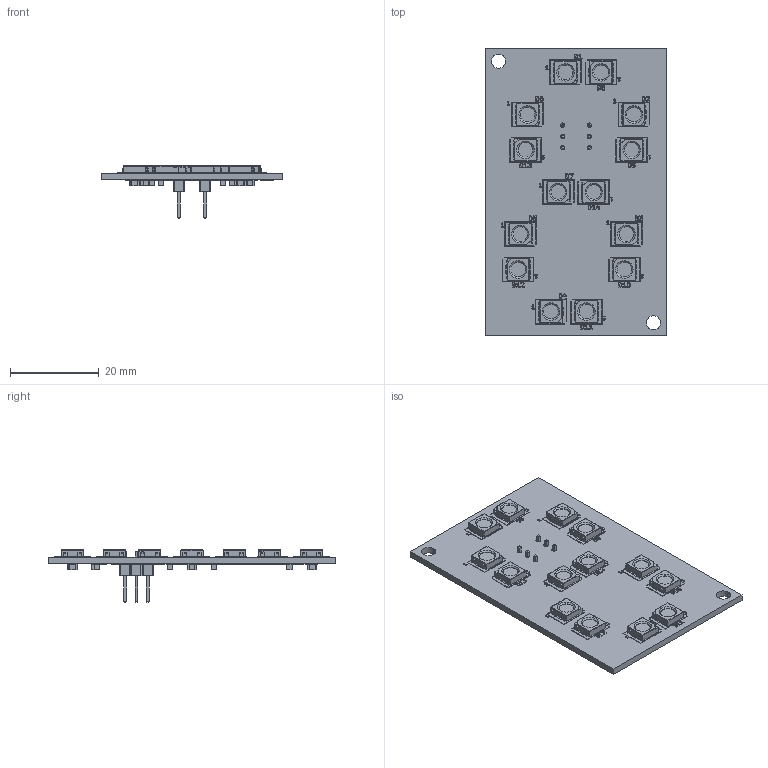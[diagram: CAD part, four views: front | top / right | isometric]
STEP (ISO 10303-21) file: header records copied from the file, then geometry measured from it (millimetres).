
FILE_DESCRIPTION(('KiCad electronic assembly'),'2;1');
FILE_NAME('7segment.step','2025-11-16T21:21:17',('Pcbnew'),('Kicad'), 'Open CASCADE STEP processor 7.9','KiCad to STEP converter','Unknown' );
FILE_SCHEMA(('AUTOMOTIVE_DESIGN { 1 0 10303 214 1 1 1 1 }'));
Length unit declared in the file: millimetre
Products named in the file (7): 7segment 1; LED_WS2812B_PLCC4_5.0x5.0mm_P3.2mm; C_0805_2012Metric; PinHeader_1x03_P2.54mm_Vertical; 7segment_silkscreen; 7segment_PCB
Assembly tree (33 placements, depth 2):
  7segment 1
    LED_WS2812B_PLCC4_5.0x5.0mm_P3.2mm  x14
    C_0805_2012Metric  x14
    PinHeader_1x03_P2.54mm_Vertical  x2
    7segment_silkscreen
    7segment_silkscreen
    7segment_PCB
Bounding box: 41 x 65 x 11.82 mm (x, y, z)
Volume: 4630.5 mm3; surface area: 7635.4 mm2
Topology: 31 solids, 252 shells, 1731 faces, 8201 edges, 6751 vertices
Faces by surface type: plane 1233, cylinder 484, cone 14
Full cylindrical faces by diameter (mm): 1 x6, 3.2 x2, 3.333 x14
Entity records: 44297 total; most frequent: CARTESIAN_POINT 9212, DIRECTION 6274, ORIENTED_EDGE 4961, EDGE_CURVE 4472, VERTEX_POINT 4299, LINE 3552, VECTOR 3552, AXIS2_PLACEMENT_3D 1361
